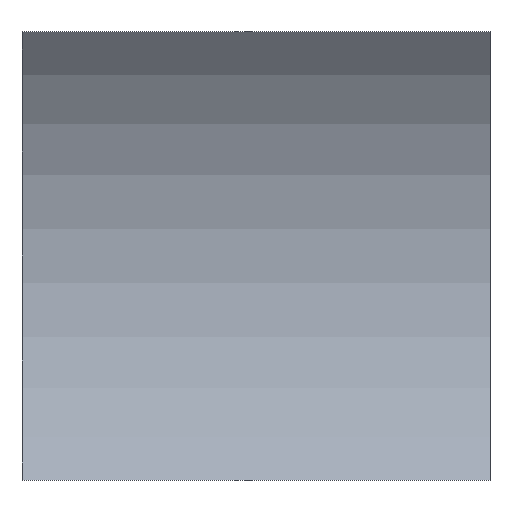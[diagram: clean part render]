
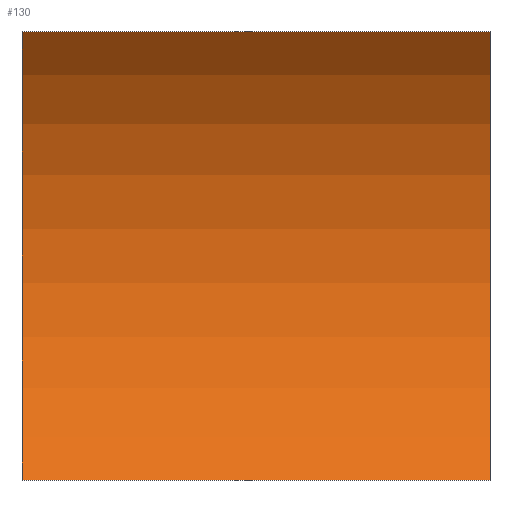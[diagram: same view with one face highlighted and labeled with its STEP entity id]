
A CAD part, left-side view. The second image highlights one B-rep face of the part: STEP entity #130.
In plain terms, the highlighted cylindrical face has radius 38.8 mm (diameter 77.6 mm), a partial arc.
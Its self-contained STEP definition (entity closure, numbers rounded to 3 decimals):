
#15 = EDGE_CURVE ( 'NONE', #119, #142, #62, .T. ) ;
#24 = DIRECTION ( 'NONE',  ( 0., -1., 0. ) ) ;
#25 = DIRECTION ( 'NONE',  ( 0., -1., 0. ) ) ;
#26 = DIRECTION ( 'NONE',  ( 0., -1., 0. ) ) ;
#29 = DIRECTION ( 'NONE',  ( 0., 0., 1. ) ) ;
#34 = LINE ( 'NONE', #54, #115 ) ;
#45 = ORIENTED_EDGE ( 'NONE', *, *, #15, .T. ) ;
#51 = ORIENTED_EDGE ( 'NONE', *, *, #137, .F. ) ;
#54 = CARTESIAN_POINT ( 'NONE',  ( -11.469, 53., 50.8 ) ) ;
#55 = CARTESIAN_POINT ( 'NONE',  ( -40.8, 53., 25.4 ) ) ;
#62 = CIRCLE ( 'NONE', #199, 38.8 ) ;
#68 = CARTESIAN_POINT ( 'NONE',  ( -11.469, 53., 0. ) ) ;
#72 = AXIS2_PLACEMENT_3D ( 'NONE', #55, #187, #148 ) ;
#76 = CYLINDRICAL_SURFACE ( 'NONE', #72, 38.8 ) ;
#79 = DIRECTION ( 'NONE',  ( 0., -1., 0. ) ) ;
#96 = EDGE_CURVE ( 'NONE', #172, #119, #192, .T. ) ;
#103 = AXIS2_PLACEMENT_3D ( 'NONE', #175, #26, #29 ) ;
#104 = ORIENTED_EDGE ( 'NONE', *, *, #96, .T. ) ;
#109 = VECTOR ( 'NONE', #25, 1000. ) ;
#115 = VECTOR ( 'NONE', #24, 1000. ) ;
#117 = CARTESIAN_POINT ( 'NONE',  ( -11.469, 0., 0. ) ) ;
#119 = VERTEX_POINT ( 'NONE', #117 ) ;
#120 = ORIENTED_EDGE ( 'NONE', *, *, #141, .F. ) ;
#128 = EDGE_LOOP ( 'NONE', ( #45, #51, #120, #104 ) ) ;
#130 = ADVANCED_FACE ( 'NONE', ( #197 ), #76, .F. ) ;
#136 = VERTEX_POINT ( 'NONE', #167 ) ;
#137 = EDGE_CURVE ( 'NONE', #136, #142, #34, .T. ) ;
#141 = EDGE_CURVE ( 'NONE', #172, #136, #154, .T. ) ;
#142 = VERTEX_POINT ( 'NONE', #186 ) ;
#148 = DIRECTION ( 'NONE',  ( 0., 0., -1. ) ) ;
#154 = CIRCLE ( 'NONE', #103, 38.8 ) ;
#167 = CARTESIAN_POINT ( 'NONE',  ( -11.469, 53., 50.8 ) ) ;
#169 = CARTESIAN_POINT ( 'NONE',  ( -11.469, 53., 0. ) ) ;
#172 = VERTEX_POINT ( 'NONE', #68 ) ;
#175 = CARTESIAN_POINT ( 'NONE',  ( -40.8, 53., 25.4 ) ) ;
#177 = DIRECTION ( 'NONE',  ( 0., 0., 1. ) ) ;
#186 = CARTESIAN_POINT ( 'NONE',  ( -11.469, 0., 50.8 ) ) ;
#187 = DIRECTION ( 'NONE',  ( 0., -1., 0. ) ) ;
#192 = LINE ( 'NONE', #169, #109 ) ;
#194 = CARTESIAN_POINT ( 'NONE',  ( -40.8, 0., 25.4 ) ) ;
#197 = FACE_OUTER_BOUND ( 'NONE', #128, .T. ) ;
#199 = AXIS2_PLACEMENT_3D ( 'NONE', #194, #79, #177 ) ;
